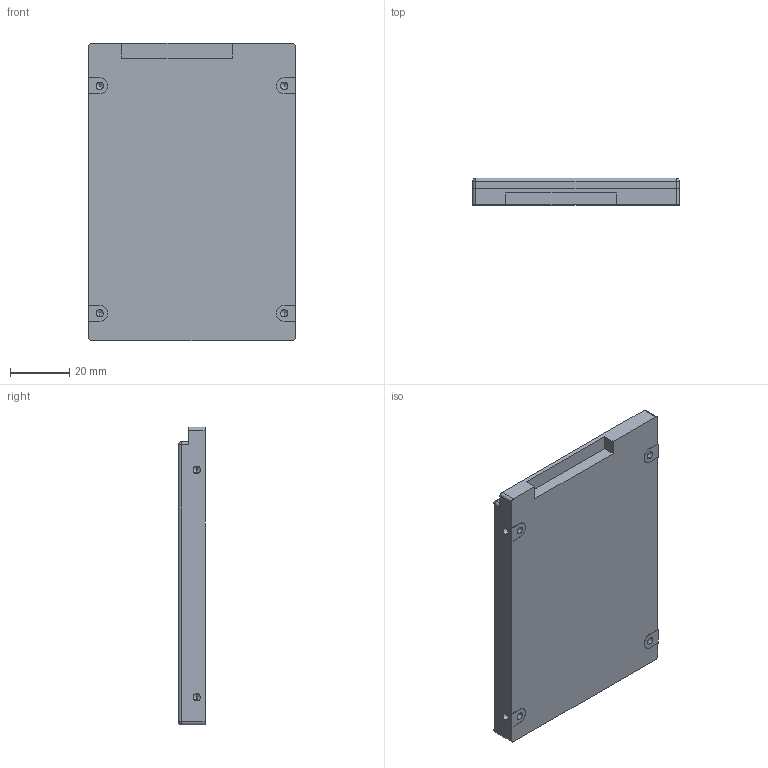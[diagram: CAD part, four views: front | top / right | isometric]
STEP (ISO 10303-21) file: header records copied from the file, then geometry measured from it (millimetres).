
FILE_DESCRIPTION (( 'STEP AP214' ), '1' );
FILE_NAME ('User Library-2.5'' sata hard drive.STEP', '2014-03-26T20:57:35', ( 'Windows User' ), ( '' ), 'SwSTEP 2.0', 'SolidWorks 2014', '' );
FILE_SCHEMA (( 'AUTOMOTIVE_DESIGN' ));
Length unit declared in the file: millimetre
Products named in the file (1): User Library-2.5'' sata hard drive
Bounding box: 69.8 x 9.2 x 100.4 mm (x, y, z)
Volume: 60872.4 mm3; surface area: 17227.2 mm2
Topology: 1 solids, 1 shells, 90 faces, 224 edges, 116 vertices
Faces by surface type: cylinder 46, plane 24, cone 16, sphere 4
Entity records: 2960 total; most frequent: CARTESIAN_POINT 459, DIRECTION 430, ORIENTED_EDGE 408, EDGE_CURVE 204, AXIS2_PLACEMENT_3D 151, VECTOR 128, LINE 128, VERTEX_POINT 116
